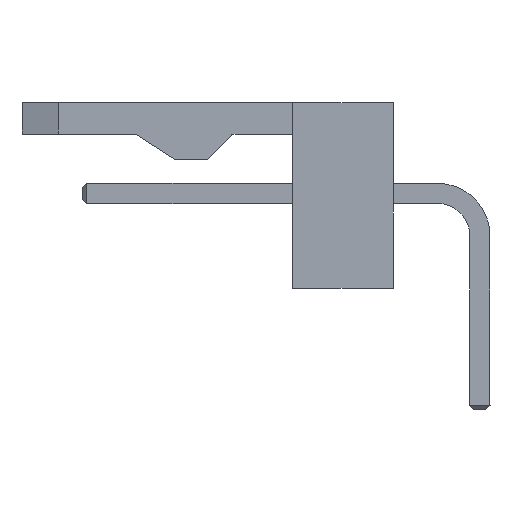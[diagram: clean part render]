
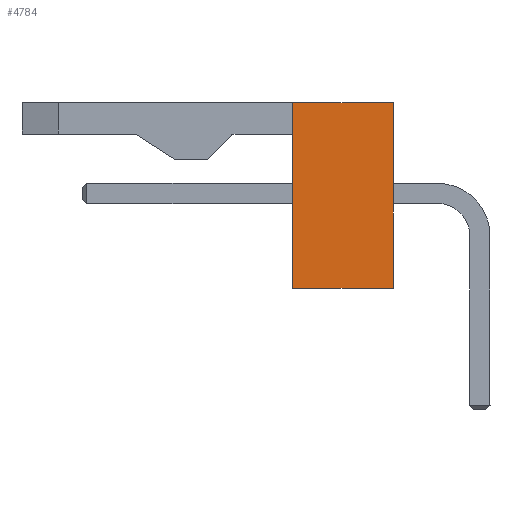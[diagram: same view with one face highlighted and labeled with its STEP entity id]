
A CAD part, left-side view. The second image highlights one B-rep face of the part: STEP entity #4784.
In plain terms, the highlighted planar face has unit normal (-1, 0, 0).
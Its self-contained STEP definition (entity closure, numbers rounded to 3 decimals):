
#310=FACE_OUTER_BOUND('',#585,.T.);
#585=EDGE_LOOP('',(#3995,#3996,#3997,#3998));
#1095=LINE('',#7367,#1725);
#1195=LINE('',#7573,#1825);
#1196=LINE('',#7575,#1826);
#1197=LINE('',#7576,#1827);
#1725=VECTOR('',#6028,5.842);
#1825=VECTOR('',#6214,3.175);
#1826=VECTOR('',#6215,5.842);
#1827=VECTOR('',#6216,3.175);
#2225=VERTEX_POINT('',#7365);
#2226=VERTEX_POINT('',#7366);
#2289=VERTEX_POINT('',#7572);
#2290=VERTEX_POINT('',#7574);
#2807=EDGE_CURVE('',#2225,#2226,#1095,.T.);
#2907=EDGE_CURVE('',#2289,#2226,#1195,.T.);
#2908=EDGE_CURVE('',#2290,#2289,#1196,.T.);
#2909=EDGE_CURVE('',#2225,#2290,#1197,.T.);
#3995=ORIENTED_EDGE('',*,*,#2907,.F.);
#3996=ORIENTED_EDGE('',*,*,#2908,.F.);
#3997=ORIENTED_EDGE('',*,*,#2909,.F.);
#3998=ORIENTED_EDGE('',*,*,#2807,.T.);
#4517=PLANE('',#5103);
#4784=ADVANCED_FACE('',(#310),#4517,.T.);
#5103=AXIS2_PLACEMENT_3D('',#7571,#6212,#6213);
#6028=DIRECTION('',(0.,0.,1.));
#6212=DIRECTION('center_axis',(-1.,0.,0.));
#6213=DIRECTION('ref_axis',(0.,0.,
1.));
#6214=DIRECTION('',(0.,-1.,0.));
#6215=DIRECTION('',(0.,0.,1.));
#6216=DIRECTION('',(0.,1.,0.));
#7365=CARTESIAN_POINT('',(-1.27,2.718,0.));
#7366=CARTESIAN_POINT('',(-1.27,2.718,5.842));
#7367=CARTESIAN_POINT('',(-1.27,2.718,0.));
#7571=CARTESIAN_POINT('Origin',(-1.27,2.654,-0.117));
#7572=CARTESIAN_POINT('',(-1.27,5.893,5.842));
#7573=CARTESIAN_POINT('',(-1.27,5.893,5.842));
#7574=CARTESIAN_POINT('',(-1.27,5.893,0.));
#7575=CARTESIAN_POINT('',(-1.27,5.893,0.));
#7576=CARTESIAN_POINT('',(-1.27,2.718,0.));
